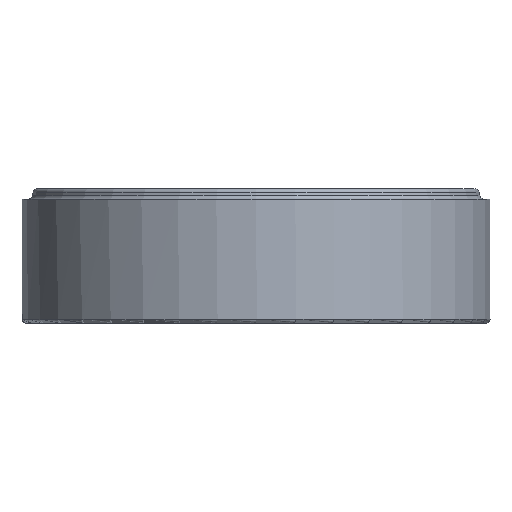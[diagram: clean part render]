
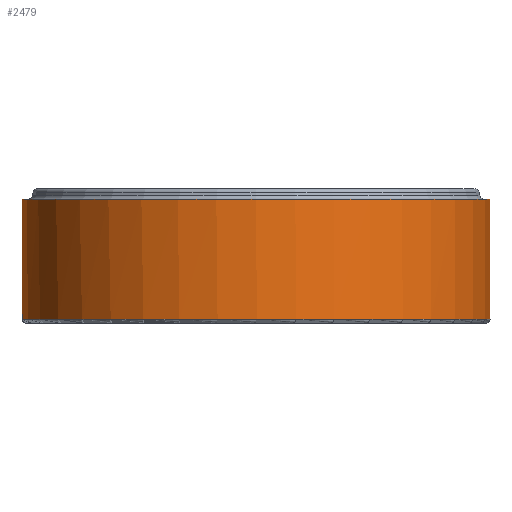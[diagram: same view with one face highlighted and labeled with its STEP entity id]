
A CAD part, left-side view. The second image highlights one B-rep face of the part: STEP entity #2479.
In plain terms, the highlighted cylindrical face has radius 22.65 mm (diameter 45.3 mm), a partial arc.
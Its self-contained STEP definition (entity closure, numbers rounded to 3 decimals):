
#30=ELLIPSE('',#2710,32.032,22.65);
#258=CYLINDRICAL_SURFACE('',#2707,22.65);
#323=FACE_OUTER_BOUND('',#488,.T.);
#488=EDGE_LOOP('',(#1880,#1881,#1882,#1883,#1884,#1885));
#660=LINE('',#4582,#758);
#662=LINE('',#4586,#760);
#758=VECTOR('',#3177,10.);
#760=VECTOR('',#3181,10.);
#882=CIRCLE('',#2692,22.65);
#890=CIRCLE('',#2708,22.65);
#891=CIRCLE('',#2709,22.65);
#1116=VERTEX_POINT('',#4527);
#1117=VERTEX_POINT('',#4540);
#1124=VERTEX_POINT('',#4581);
#1125=VERTEX_POINT('',#4585);
#1126=VERTEX_POINT('',#4587);
#1127=VERTEX_POINT('',#4589);
#1392=EDGE_CURVE('',#1116,#1117,#882,.T.);
#1406=EDGE_CURVE('',#1117,#1124,#660,.T.);
#1408=EDGE_CURVE('',#1116,#1125,#662,.T.);
#1409=EDGE_CURVE('',#1126,#1125,#890,.T.);
#1410=EDGE_CURVE('',#1127,#1126,#891,.T.);
#1411=EDGE_CURVE('',#1124,#1127,#30,.F.);
#1880=ORIENTED_EDGE('',*,*,#1392,.F.);
#1881=ORIENTED_EDGE('',*,*,#1408,.T.);
#1882=ORIENTED_EDGE('',*,*,#1409,.F.);
#1883=ORIENTED_EDGE('',*,*,#1410,.F.);
#1884=ORIENTED_EDGE('',*,*,#1411,.F.);
#1885=ORIENTED_EDGE('',*,*,#1406,.F.);
#2479=ADVANCED_FACE('',(#323),#258,.T.);
#2692=AXIS2_PLACEMENT_3D('',#4541,#3142,#3143);
#2707=AXIS2_PLACEMENT_3D('',#4584,#3179,#3180);
#2708=AXIS2_PLACEMENT_3D('',#4588,#3182,#3183);
#2709=AXIS2_PLACEMENT_3D('',#4590,#3184,#3185);
#2710=AXIS2_PLACEMENT_3D('',#4591,#3186,#3187);
#3142=DIRECTION('center_axis',(0.,0.,
-1.));
#3143=DIRECTION('ref_axis',(-0.969,0.247,0.));
#3177=DIRECTION('',(0.,0.,1.));
#3179=DIRECTION('center_axis',(0.,0.,1.));
#3180=DIRECTION('ref_axis',(-1.,0.,0.));
#3181=DIRECTION('',(0.,0.,1.));
#3182=DIRECTION('center_axis',(0.,0.,1.));
#3183=DIRECTION('ref_axis',(-1.,0.,0.));
#3184=DIRECTION('center_axis',(0.,0.,1.));
#3185=DIRECTION('ref_axis',(-1.,0.,0.));
#3186=DIRECTION('center_axis',(0.,0.707,0.707));
#3187=DIRECTION('ref_axis',(0.,-0.707,0.707));
#4527=CARTESIAN_POINT('',(36.036,-98.76,6.4));
#4540=CARTESIAN_POINT('',(45.673,-60.923,6.4));
#4541=CARTESIAN_POINT('Origin',(29.724,-77.007,6.4));
#4581=CARTESIAN_POINT('',(45.673,-60.923,17.4));
#4582=CARTESIAN_POINT('',(45.673,-60.923,6.));
#4584=CARTESIAN_POINT('Origin',(29.724,-77.007,6.));
#4585=CARTESIAN_POINT('',(36.036,-98.76,18.));
#4586=CARTESIAN_POINT('',(36.036,-98.76,6.));
#4587=CARTESIAN_POINT('',(7.074,-77.007,18.));
#4588=CARTESIAN_POINT('Origin',(29.724,-77.007,18.));
#4589=CARTESIAN_POINT('',(46.256,-61.523,18.));
#4590=CARTESIAN_POINT('Origin',(29.724,-77.007,18.));
#4591=CARTESIAN_POINT('Origin',(29.724,-77.007,33.483));
